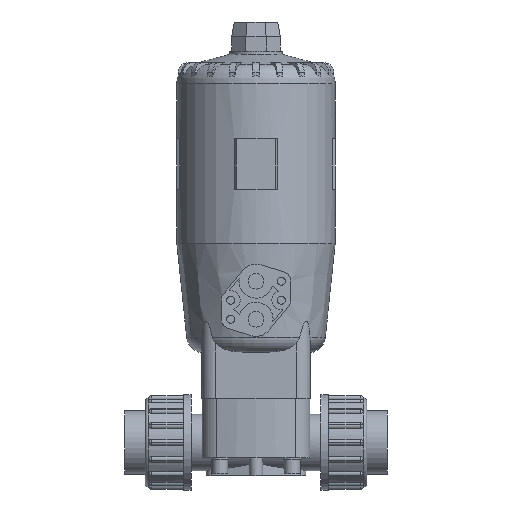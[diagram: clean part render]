
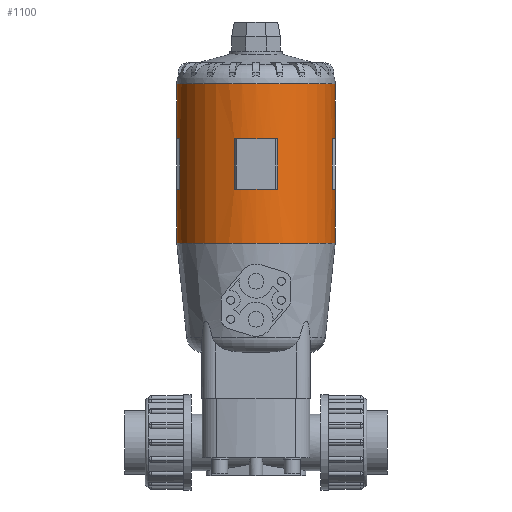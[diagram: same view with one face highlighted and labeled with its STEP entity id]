
A CAD part, front view. The second image highlights one B-rep face of the part: STEP entity #1100.
In plain terms, the highlighted cylindrical face has radius 50 mm (diameter 100 mm), a partial arc.
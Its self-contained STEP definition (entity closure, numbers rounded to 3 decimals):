
#1100=ADVANCED_FACE('',(#2363,#2364),#2365,.T.);
#2363=FACE_OUTER_BOUND('',#3803,.T.);
#2364=FACE_BOUND('',#3804,.T.);
#2365=CYLINDRICAL_SURFACE('',#3805,50.0);
#3803=EDGE_LOOP('',(#7056,#7057,#7058,#7059,#7060,#7061,#7062,#7063,#7064,#7065,#7066,#7067));
#3804=EDGE_LOOP('',(#7068,#7069,#7070,#7071,#7072,#7073));
#3805=AXIS2_PLACEMENT_3D('',#7074,#7075,#7076);
#7056=ORIENTED_EDGE('',*,*,#9090,.T.);
#7057=ORIENTED_EDGE('',*,*,#9379,.T.);
#7058=ORIENTED_EDGE('',*,*,#9383,.T.);
#7059=ORIENTED_EDGE('',*,*,#9372,.T.);
#7060=ORIENTED_EDGE('',*,*,#9098,.T.);
#7061=ORIENTED_EDGE('',*,*,#9509,.F.);
#7062=ORIENTED_EDGE('',*,*,#9096,.T.);
#7063=ORIENTED_EDGE('',*,*,#9418,.T.);
#7064=ORIENTED_EDGE('',*,*,#9430,.T.);
#7065=ORIENTED_EDGE('',*,*,#9433,.T.);
#7066=ORIENTED_EDGE('',*,*,#9092,.T.);
#7067=ORIENTED_EDGE('',*,*,#9826,.T.);
#7068=ORIENTED_EDGE('',*,*,#9404,.T.);
#7069=ORIENTED_EDGE('',*,*,#9392,.T.);
#7070=ORIENTED_EDGE('',*,*,#9396,.T.);
#7071=ORIENTED_EDGE('',*,*,#9410,.T.);
#7072=ORIENTED_EDGE('',*,*,#9413,.T.);
#7073=ORIENTED_EDGE('',*,*,#9400,.T.);
#7074=CARTESIAN_POINT('',(0.0,0.0,176.163));
#7075=DIRECTION('',(0.0,0.0,1.0));
#7076=DIRECTION('',(1.0,0.0,0.0));
#9090=EDGE_CURVE('',#11121,#11122,#11123,.T.);
#9092=EDGE_CURVE('',#11126,#11124,#11127,.T.);
#9096=EDGE_CURVE('',#11134,#11132,#11135,.T.);
#9098=EDGE_CURVE('',#11138,#11136,#11139,.T.);
#9372=EDGE_CURVE('',#11557,#11138,#11558,.T.);
#9379=EDGE_CURVE('',#11122,#11567,#11568,.T.);
#9383=EDGE_CURVE('',#11567,#11557,#11573,.T.);
#9392=EDGE_CURVE('',#11583,#11584,#11585,.T.);
#9396=EDGE_CURVE('',#11584,#11590,#11591,.T.);
#9400=EDGE_CURVE('',#11596,#11597,#11598,.T.);
#9404=EDGE_CURVE('',#11597,#11583,#11603,.T.);
#9410=EDGE_CURVE('',#11590,#11610,#11611,.T.);
#9413=EDGE_CURVE('',#11610,#11596,#11614,.T.);
#9418=EDGE_CURVE('',#11132,#11620,#11621,.T.);
#9430=EDGE_CURVE('',#11620,#11636,#11637,.T.);
#9433=EDGE_CURVE('',#11636,#11126,#11640,.T.);
#9509=EDGE_CURVE('',#11134,#11136,#11766,.T.);
#9826=EDGE_CURVE('',#11124,#11121,#12187,.T.);
#11121=VERTEX_POINT('',#14768);
#11122=VERTEX_POINT('',#14769);
#11123=LINE('',#14770,#14771);
#11124=VERTEX_POINT('',#14772);
#11126=VERTEX_POINT('',#14774);
#11127=LINE('',#14775,#14776);
#11132=VERTEX_POINT('',#14782);
#11134=VERTEX_POINT('',#14784);
#11135=LINE('',#14785,#14786);
#11136=VERTEX_POINT('',#14787);
#11138=VERTEX_POINT('',#14789);
#11139=LINE('',#14790,#14791);
#11557=VERTEX_POINT('',#16080);
#11558=CIRCLE('',#16081,50.0);
#11567=VERTEX_POINT('',#16094);
#11568=CIRCLE('',#16095,50.0);
#11573=LINE('',#16102,#16103);
#11583=VERTEX_POINT('',#16117);
#11584=VERTEX_POINT('',#16118);
#11585=CIRCLE('',#16119,50.0);
#11590=VERTEX_POINT('',#16126);
#11591=CIRCLE('',#16127,50.0);
#11596=VERTEX_POINT('',#16134);
#11597=VERTEX_POINT('',#16135);
#11598=CIRCLE('',#16136,50.0);
#11603=LINE('',#16143,#16144);
#11610=VERTEX_POINT('',#16154);
#11611=LINE('',#16155,#16156);
#11614=CIRCLE('',#16160,50.0);
#11620=VERTEX_POINT('',#16168);
#11621=CIRCLE('',#16169,50.0);
#11636=VERTEX_POINT('',#16191);
#11637=LINE('',#16192,#16193);
#11640=CIRCLE('',#16197,50.0);
#11766=CIRCLE('',#16876,50.0);
#12187=CIRCLE('',#17831,50.0);
#14768=CARTESIAN_POINT('',(50.0,0.0,125.787));
#14769=CARTESIAN_POINT('',(50.0,0.,159.85));
#14770=CARTESIAN_POINT('',(50.0,0.,176.163));
#14771=VECTOR('',#19449,1.0);
#14772=CARTESIAN_POINT('',(-50.0,0.,125.787));
#14774=CARTESIAN_POINT('',(-50.0,0.,159.85));
#14775=CARTESIAN_POINT('',(-50.0,0.,176.163));
#14776=VECTOR('',#19453,1.0);
#14782=CARTESIAN_POINT('',(-50.0,0.,191.85));
#14784=CARTESIAN_POINT('',(-50.0,0.,226.539));
#14785=CARTESIAN_POINT('',(-50.0,0.,176.163));
#14786=VECTOR('',#19461,1.0);
#14787=CARTESIAN_POINT('',(50.0,0.0,226.539));
#14789=CARTESIAN_POINT('',(50.0,0.,191.85));
#14790=CARTESIAN_POINT('',(50.0,0.,176.163));
#14791=VECTOR('',#19465,1.0);
#16080=CARTESIAN_POINT('',(48.054,-13.813,191.85));
#16081=AXIS2_PLACEMENT_3D('',#19757,#19758,#19759);
#16094=CARTESIAN_POINT('',(48.054,-13.813,159.85));
#16095=AXIS2_PLACEMENT_3D('',#19764,#19765,#19766);
#16102=CARTESIAN_POINT('',(48.054,-13.813,175.85));
#16103=VECTOR('',#19769,1.0);
#16117=CARTESIAN_POINT('',(-13.813,-48.054,191.85));
#16118=CARTESIAN_POINT('',(0.,-50.0,191.85));
#16119=AXIS2_PLACEMENT_3D('',#19774,#19775,#19776);
#16126=CARTESIAN_POINT('',(13.813,-48.054,191.85));
#16127=AXIS2_PLACEMENT_3D('',#19779,#19780,#19781);
#16134=CARTESIAN_POINT('',(0.,-50.0,159.85));
#16135=CARTESIAN_POINT('',(-13.813,-48.054,159.85));
#16136=AXIS2_PLACEMENT_3D('',#19784,#19785,#19786);
#16143=CARTESIAN_POINT('',(-13.813,-48.054,175.85));
#16144=VECTOR('',#19789,1.0);
#16154=CARTESIAN_POINT('',(13.813,-48.054,159.85));
#16155=CARTESIAN_POINT('',(13.813,-48.054,175.85));
#16156=VECTOR('',#19793,1.0);
#16160=AXIS2_PLACEMENT_3D('',#19795,#19796,#19797);
#16168=CARTESIAN_POINT('',(-48.054,-13.813,191.85));
#16169=AXIS2_PLACEMENT_3D('',#19800,#19801,#19802);
#16191=CARTESIAN_POINT('',(-48.054,-13.813,159.85));
#16192=CARTESIAN_POINT('',(-48.054,-13.813,175.85));
#16193=VECTOR('',#19810,1.0);
#16197=AXIS2_PLACEMENT_3D('',#19812,#19813,#19814);
#16876=AXIS2_PLACEMENT_3D('',#19870,#19871,#19872);
#17831=AXIS2_PLACEMENT_3D('',#20156,#20157,#20158);
#19449=DIRECTION('',(0.0,0.0,1.0));
#19453=DIRECTION('',(-0.0,-0.0,-1.0));
#19461=DIRECTION('',(-0.0,-0.0,-1.0));
#19465=DIRECTION('',(0.0,0.0,1.0));
#19757=CARTESIAN_POINT('',(0.0,0.0,191.85));
#19758=DIRECTION('',(0.0,-0.0,1.0));
#19759=DIRECTION('',(1.0,0.0,0.0));
#19764=CARTESIAN_POINT('',(0.0,0.0,159.85));
#19765=DIRECTION('',(0.0,0.0,-1.0));
#19766=DIRECTION('',(1.0,0.0,0.0));
#19769=DIRECTION('',(0.0,0.0,1.0));
#19774=CARTESIAN_POINT('',(0.0,0.0,191.85));
#19775=DIRECTION('',(0.0,-0.0,1.0));
#19776=DIRECTION('',(1.0,0.0,0.0));
#19779=CARTESIAN_POINT('',(0.0,0.0,191.85));
#19780=DIRECTION('',(0.0,-0.0,1.0));
#19781=DIRECTION('',(1.0,0.0,0.0));
#19784=CARTESIAN_POINT('',(0.0,0.0,159.85));
#19785=DIRECTION('',(0.0,0.0,-1.0));
#19786=DIRECTION('',(1.0,0.0,0.0));
#19789=DIRECTION('',(0.0,0.0,1.0));
#19793=DIRECTION('',(-0.0,-0.0,-1.0));
#19795=CARTESIAN_POINT('',(0.0,0.0,159.85));
#19796=DIRECTION('',(0.0,0.0,-1.0));
#19797=DIRECTION('',(1.0,0.0,0.0));
#19800=CARTESIAN_POINT('',(0.0,0.0,191.85));
#19801=DIRECTION('',(0.0,-0.0,1.0));
#19802=DIRECTION('',(1.0,0.0,0.0));
#19810=DIRECTION('',(-0.0,-0.0,-1.0));
#19812=CARTESIAN_POINT('',(0.0,0.0,159.85));
#19813=DIRECTION('',(0.0,0.0,-1.0));
#19814=DIRECTION('',(1.0,0.0,0.0));
#19870=CARTESIAN_POINT('',(0.0,0.0,226.539));
#19871=DIRECTION('',(0.0,0.0,1.0));
#19872=DIRECTION('',(1.0,0.0,0.0));
#20156=CARTESIAN_POINT('',(0.0,0.0,125.787));
#20157=DIRECTION('',(0.0,0.0,1.0));
#20158=DIRECTION('',(1.0,0.0,0.0));
